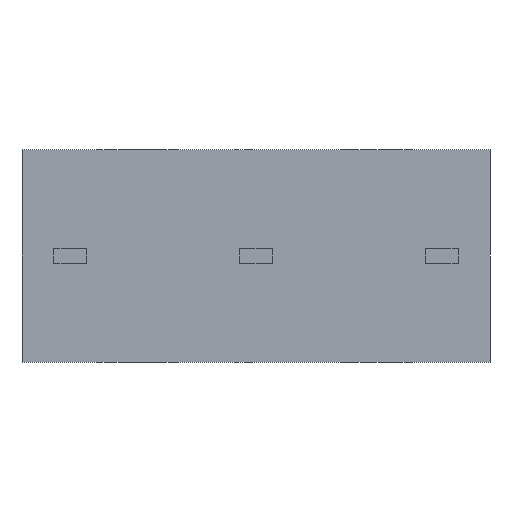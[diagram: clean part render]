
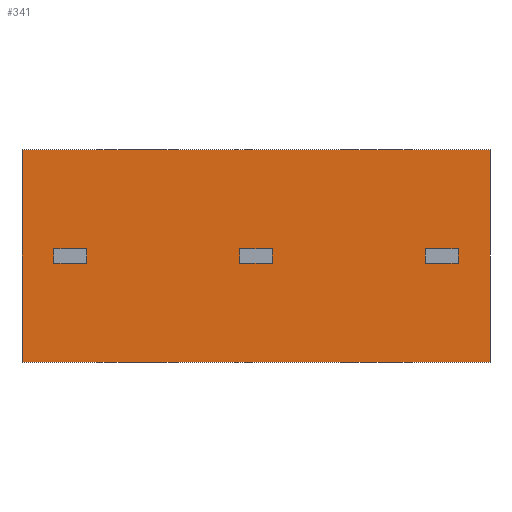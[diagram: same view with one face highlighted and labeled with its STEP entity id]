
A CAD part, front view. The second image highlights one B-rep face of the part: STEP entity #341.
In plain terms, the highlighted planar face has unit normal (0, -1, 0).
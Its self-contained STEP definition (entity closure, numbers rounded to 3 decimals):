
#341=ADVANCED_FACE('',(#873,#874,#875,#876),#877,.F.);
#449=VERTEX_POINT('',#990);
#451=VERTEX_POINT('',#992);
#453=EDGE_CURVE('',#449,#451,#994,.T.);
#465=VERTEX_POINT('',#1006);
#467=EDGE_CURVE('',#465,#449,#1008,.T.);
#475=VERTEX_POINT('',#1016);
#477=EDGE_CURVE('',#451,#475,#1018,.T.);
#487=EDGE_CURVE('',#475,#465,#1028,.T.);
#489=VERTEX_POINT('',#1030);
#491=VERTEX_POINT('',#1032);
#493=EDGE_CURVE('',#489,#491,#1034,.T.);
#505=VERTEX_POINT('',#1046);
#507=EDGE_CURVE('',#505,#489,#1048,.T.);
#515=VERTEX_POINT('',#1056);
#517=EDGE_CURVE('',#491,#515,#1058,.T.);
#527=EDGE_CURVE('',#515,#505,#1068,.T.);
#529=VERTEX_POINT('',#1070);
#531=VERTEX_POINT('',#1072);
#533=EDGE_CURVE('',#529,#531,#1074,.T.);
#545=VERTEX_POINT('',#1086);
#547=EDGE_CURVE('',#545,#529,#1088,.T.);
#555=VERTEX_POINT('',#1096);
#557=EDGE_CURVE('',#531,#555,#1098,.T.);
#567=EDGE_CURVE('',#555,#545,#1108,.T.);
#689=VERTEX_POINT('',#1230);
#699=VERTEX_POINT('',#1240);
#703=EDGE_CURVE('',#699,#689,#1244,.T.);
#707=VERTEX_POINT('',#1248);
#711=VERTEX_POINT('',#1252);
#713=EDGE_CURVE('',#707,#711,#1254,.T.);
#721=EDGE_CURVE('',#699,#711,#1262,.T.);
#723=EDGE_CURVE('',#689,#707,#1264,.T.);
#873=FACE_OUTER_BOUND('',#1404,.T.);
#874=FACE_BOUND('',#1405,.T.);
#875=FACE_BOUND('',#1406,.T.);
#876=FACE_BOUND('',#1407,.T.);
#877=PLANE('',#1408);
#990=CARTESIAN_POINT('',(4.63,0.0,-0.2));
#992=CARTESIAN_POINT('',(4.63,0.0,0.2));
#994=LINE('',#1566,#1567);
#1006=CARTESIAN_POINT('',(5.53,0.0,-0.2));
#1008=LINE('',#1588,#1589);
#1016=CARTESIAN_POINT('',(5.53,0.0,0.2));
#1018=LINE('',#1604,#1605);
#1028=LINE('',#1622,#1623);
#1030=CARTESIAN_POINT('',(-0.45,0.0,-0.2));
#1032=CARTESIAN_POINT('',(-0.45,0.0,0.2));
#1034=LINE('',#1630,#1631);
#1046=CARTESIAN_POINT('',(0.45,0.0,-0.2));
#1048=LINE('',#1652,#1653);
#1056=CARTESIAN_POINT('',(0.45,0.0,0.2));
#1058=LINE('',#1668,#1669);
#1068=LINE('',#1686,#1687);
#1070=CARTESIAN_POINT('',(-5.53,0.0,-0.2));
#1072=CARTESIAN_POINT('',(-5.53,0.0,0.2));
#1074=LINE('',#1694,#1695);
#1086=CARTESIAN_POINT('',(-4.63,0.0,-0.2));
#1088=LINE('',#1716,#1717);
#1096=CARTESIAN_POINT('',(-4.63,0.0,0.2));
#1098=LINE('',#1732,#1733);
#1108=LINE('',#1750,#1751);
#1230=CARTESIAN_POINT('',(6.4,0.0,2.9));
#1240=CARTESIAN_POINT('',(-6.4,0.0,2.9));
#1244=LINE('',#1964,#1965);
#1248=CARTESIAN_POINT('',(6.4,0.0,-2.9));
#1252=CARTESIAN_POINT('',(-6.4,0.0,-2.9));
#1254=LINE('',#1978,#1979);
#1262=LINE('',#1992,#1993);
#1264=LINE('',#1996,#1997);
#1404=EDGE_LOOP('',(#2364,#2365,#2366,#2367));
#1405=EDGE_LOOP('',(#2368,#2369,#2370,#2371));
#1406=EDGE_LOOP('',(#2372,#2373,#2374,#2375));
#1407=EDGE_LOOP('',(#2376,#2377,#2378,#2379));
#1408=AXIS2_PLACEMENT_3D('',#2380,#2381,#2382);
#1566=CARTESIAN_POINT('',(4.63,0.0,0.0));
#1567=VECTOR('',#2465,1.0);
#1588=CARTESIAN_POINT('',(2.54,0.0,-0.2));
#1589=VECTOR('',#2469,1.0);
#1604=CARTESIAN_POINT('',(2.54,0.0,0.2));
#1605=VECTOR('',#2472,1.0);
#1622=CARTESIAN_POINT('',(5.53,0.0,0.0));
#1623=VECTOR('',#2476,1.0);
#1630=CARTESIAN_POINT('',(-0.45,0.0,0.0));
#1631=VECTOR('',#2477,1.0);
#1652=CARTESIAN_POINT('',(0.0,0.0,-0.2));
#1653=VECTOR('',#2481,1.0);
#1668=CARTESIAN_POINT('',(0.0,0.0,0.2));
#1669=VECTOR('',#2484,1.0);
#1686=CARTESIAN_POINT('',(0.45,0.0,0.0));
#1687=VECTOR('',#2488,1.0);
#1694=CARTESIAN_POINT('',(-5.53,0.0,0.0));
#1695=VECTOR('',#2489,1.0);
#1716=CARTESIAN_POINT('',(-2.54,0.0,-0.2));
#1717=VECTOR('',#2493,1.0);
#1732=CARTESIAN_POINT('',(-2.54,0.0,0.2));
#1733=VECTOR('',#2496,1.0);
#1750=CARTESIAN_POINT('',(-4.63,0.0,0.0));
#1751=VECTOR('',#2500,1.0);
#1964=CARTESIAN_POINT('',(0.0,0.0,2.9));
#1965=VECTOR('',#2564,1.0);
#1978=CARTESIAN_POINT('',(0.0,0.0,-2.9));
#1979=VECTOR('',#2566,1.0);
#1992=CARTESIAN_POINT('',(-6.4,0.0,0.0));
#1993=VECTOR('',#2569,1.0);
#1996=CARTESIAN_POINT('',(6.4,0.0,0.0));
#1997=VECTOR('',#2570,1.0);
#2364=ORIENTED_EDGE('',*,*,#721,.T.);
#2365=ORIENTED_EDGE('',*,*,#713,.F.);
#2366=ORIENTED_EDGE('',*,*,#723,.F.);
#2367=ORIENTED_EDGE('',*,*,#703,.F.);
#2368=ORIENTED_EDGE('',*,*,#467,.T.);
#2369=ORIENTED_EDGE('',*,*,#453,.T.);
#2370=ORIENTED_EDGE('',*,*,#477,.T.);
#2371=ORIENTED_EDGE('',*,*,#487,.T.);
#2372=ORIENTED_EDGE('',*,*,#507,.T.);
#2373=ORIENTED_EDGE('',*,*,#493,.T.);
#2374=ORIENTED_EDGE('',*,*,#517,.T.);
#2375=ORIENTED_EDGE('',*,*,#527,.T.);
#2376=ORIENTED_EDGE('',*,*,#547,.T.);
#2377=ORIENTED_EDGE('',*,*,#533,.T.);
#2378=ORIENTED_EDGE('',*,*,#557,.T.);
#2379=ORIENTED_EDGE('',*,*,#567,.T.);
#2380=CARTESIAN_POINT('',(0.0,0.0,0.0));
#2381=DIRECTION('',(0.0,1.0,0.0));
#2382=DIRECTION('',(1.0,0.0,-0.0));
#2465=DIRECTION('',(0.0,0.0,1.0));
#2469=DIRECTION('',(-1.0,0.0,0.0));
#2472=DIRECTION('',(1.0,0.0,0.0));
#2476=DIRECTION('',(0.0,0.0,-1.0));
#2477=DIRECTION('',(0.0,0.0,1.0));
#2481=DIRECTION('',(-1.0,0.0,0.0));
#2484=DIRECTION('',(1.0,0.0,0.0));
#2488=DIRECTION('',(0.0,0.0,-1.0));
#2489=DIRECTION('',(0.0,0.0,1.0));
#2493=DIRECTION('',(-1.0,0.0,0.0));
#2496=DIRECTION('',(1.0,0.0,0.0));
#2500=DIRECTION('',(0.0,0.0,-1.0));
#2564=DIRECTION('',(1.0,0.0,0.0));
#2566=DIRECTION('',(-1.0,0.0,0.0));
#2569=DIRECTION('',(0.0,0.0,-1.0));
#2570=DIRECTION('',(0.0,0.0,-1.0));
